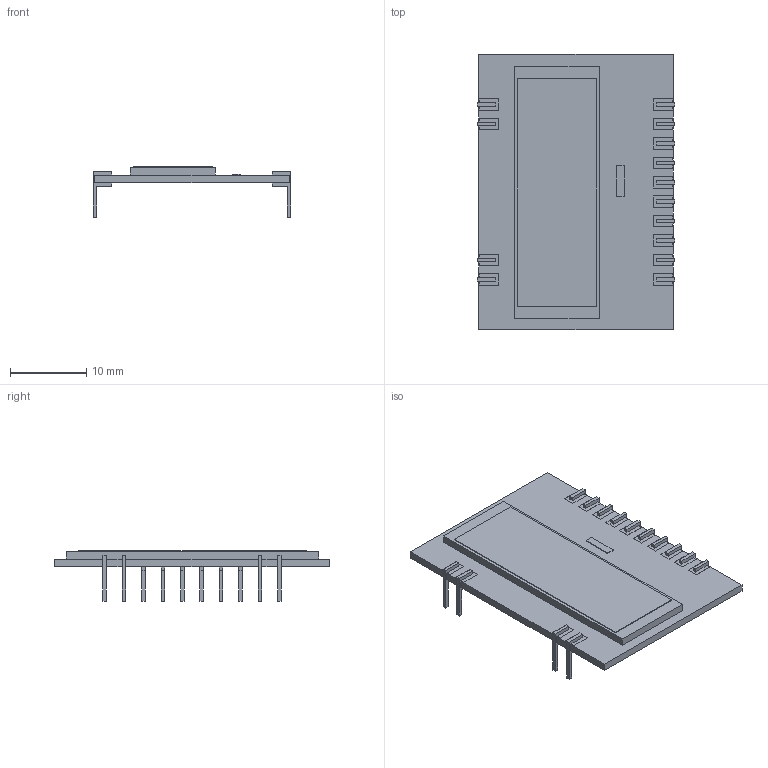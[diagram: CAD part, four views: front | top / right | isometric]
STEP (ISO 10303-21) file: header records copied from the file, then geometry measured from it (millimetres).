
FILE_DESCRIPTION(('FreeCAD Model'),'2;1');
FILE_NAME('Body_sp.step','2017-08-08T21:17:05',( 'kicad StepUp'),('ksu MCAD'),'Open CASCADE STEP processor 7.1', 'FreeCAD','Unknown');
FILE_SCHEMA(('AUTOMOTIVE_DESIGN { 1 0 10303 214 1 1 1 1 }'));
Length unit declared in the file: millimetre
Products named in the file (1): Body_sp
Bounding box: 25.86 x 36 x 6.6 mm (x, y, z)
Volume: 1341.6 mm3; surface area: 2243.4 mm2
Topology: 1 solids, 1 shells, 245 faces, 748 edges, 508 vertices
Faces by surface type: plane 245
Entity records: 5471 total; most frequent: ORIENTED_EDGE 1152, CARTESIAN_POINT 857, EDGE_CURVE 748, LINE 692, VERTEX_POINT 508, FACE_BOUND 248, EDGE_LOOP 248, ADVANCED_FACE 245
